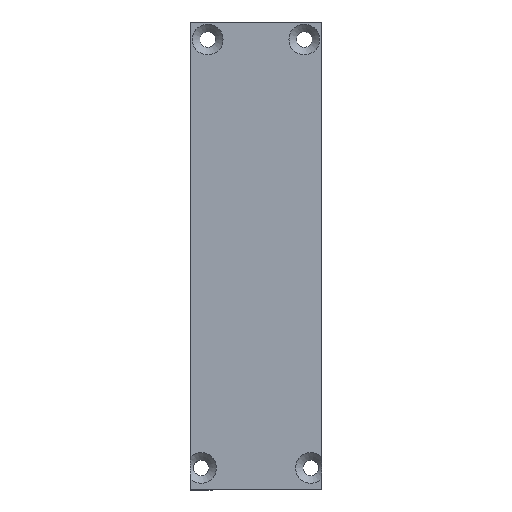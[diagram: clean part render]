
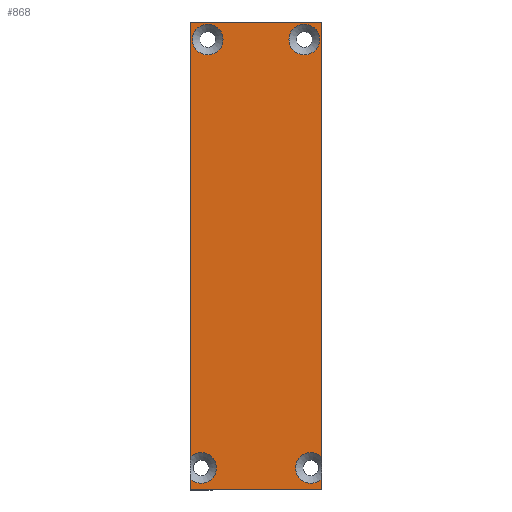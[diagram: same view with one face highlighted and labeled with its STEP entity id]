
A CAD part, top view. The second image highlights one B-rep face of the part: STEP entity #868.
In plain terms, the highlighted planar face has unit normal (0, 0, 1).
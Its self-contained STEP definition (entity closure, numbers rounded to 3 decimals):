
#15=FACE_BOUND('',#164,.T.);
#16=FACE_BOUND('',#165,.T.);
#39=PLANE('',#995);
#113=FACE_OUTER_BOUND('',#163,.T.);
#163=EDGE_LOOP('',(#758,#759,#760,#761,#762,#763,#764,#765,#766));
#164=EDGE_LOOP('',(#767));
#165=EDGE_LOOP('',(#768));
#185=LINE('',#1339,#254);
#193=LINE('',#1358,#262);
#194=LINE('',#1361,#263);
#198=LINE('',#1368,#267);
#238=LINE('',#1526,#307);
#239=LINE('',#1527,#308);
#254=VECTOR('',#1057,10.);
#262=VECTOR('',#1069,10.);
#263=VECTOR('',#1072,10.);
#267=VECTOR('',#1076,10.);
#307=VECTOR('',#1260,10.);
#308=VECTOR('',#1261,10.);
#315=CIRCLE('',#900,3.5);
#318=CIRCLE('',#905,3.5);
#321=CIRCLE('',#910,3.5);
#323=CIRCLE('',#912,3.5);
#325=CIRCLE('',#916,3.5);
#368=VERTEX_POINT('',#1284);
#371=VERTEX_POINT('',#1294);
#373=VERTEX_POINT('',#1299);
#376=VERTEX_POINT('',#1312);
#377=VERTEX_POINT('',#1313);
#378=VERTEX_POINT('',#1317);
#381=VERTEX_POINT('',#1328);
#384=VERTEX_POINT('',#1338);
#393=VERTEX_POINT('',#1356);
#394=VERTEX_POINT('',#1360);
#397=VERTEX_POINT('',#1366);
#444=EDGE_CURVE('',#368,#368,#315,.T.);
#450=EDGE_CURVE('',#373,#371,#318,.T.);
#457=EDGE_CURVE('',#378,#376,#321,.T.);
#460=EDGE_CURVE('',#377,#378,#323,.T.);
#463=EDGE_CURVE('',#381,#381,#325,.T.);
#468=EDGE_CURVE('',#384,#373,#185,.T.);
#478=EDGE_CURVE('',#371,#393,#193,.T.);
#479=EDGE_CURVE('',#394,#377,#194,.T.);
#483=EDGE_CURVE('',#376,#397,#198,.T.);
#562=EDGE_CURVE('',#393,#394,#238,.T.);
#563=EDGE_CURVE('',#397,#384,#239,.T.);
#758=ORIENTED_EDGE('',*,*,#450,.T.);
#759=ORIENTED_EDGE('',*,*,#478,.T.);
#760=ORIENTED_EDGE('',*,*,#562,.T.);
#761=ORIENTED_EDGE('',*,*,#479,.T.);
#762=ORIENTED_EDGE('',*,*,#460,.T.);
#763=ORIENTED_EDGE('',*,*,#457,.T.);
#764=ORIENTED_EDGE('',*,*,#483,.T.);
#765=ORIENTED_EDGE('',*,*,#563,.T.);
#766=ORIENTED_EDGE('',*,*,#468,.T.);
#767=ORIENTED_EDGE('',*,*,#444,.T.);
#768=ORIENTED_EDGE('',*,*,#463,.T.);
#868=ADVANCED_FACE('',(#113,#15,#16),#39,.T.);
#900=AXIS2_PLACEMENT_3D('',#1285,#1007,#1008);
#905=AXIS2_PLACEMENT_3D('',#1300,#1019,#1020);
#910=AXIS2_PLACEMENT_3D('',#1318,#1031,#1032);
#912=AXIS2_PLACEMENT_3D('',#1322,#1036,#1037);
#916=AXIS2_PLACEMENT_3D('',#1329,#1045,#1046);
#995=AXIS2_PLACEMENT_3D('',#1525,#1258,#1259);
#1007=DIRECTION('center_axis',(0.,0.,-1.));
#1008=DIRECTION('ref_axis',(1.,0.,0.));
#1019=DIRECTION('center_axis',(0.,0.,-1.));
#1020=DIRECTION('ref_axis',(1.,0.,0.));
#1031=DIRECTION('center_axis',(0.,0.,-1.));
#1032=DIRECTION('ref_axis',(1.,0.,0.));
#1036=DIRECTION('center_axis',(0.,0.,-1.));
#1037=DIRECTION('ref_axis',(1.,0.,0.));
#1045=DIRECTION('center_axis',(0.,0.,-1.));
#1046=DIRECTION('ref_axis',(1.,0.,0.));
#1057=DIRECTION('',(0.,-1.,0.));
#1069=DIRECTION('',(0.,-1.,0.));
#1072=DIRECTION('',(0.,1.,0.));
#1076=DIRECTION('',(0.,1.,0.));
#1258=DIRECTION('center_axis',(0.,0.,1.));
#1259=DIRECTION('ref_axis',(1.,0.,0.));
#1260=DIRECTION('',(1.,0.,0.));
#1261=DIRECTION('',(-1.,0.,0.));
#1284=CARTESIAN_POINT('',(-14.5,62.1,18.));
#1285=CARTESIAN_POINT('Origin',(-11.,62.1,18.));
#1294=CARTESIAN_POINT('',(-15.,-37.95,18.));
#1299=CARTESIAN_POINT('',(-15.,-33.051,18.));
#1300=CARTESIAN_POINT('Origin',(-12.5,-35.5,18.));
#1312=CARTESIAN_POINT('',(15.,-33.051,18.));
#1313=CARTESIAN_POINT('',(15.,-37.95,18.));
#1317=CARTESIAN_POINT('',(9.,-35.5,18.));
#1318=CARTESIAN_POINT('Origin',(12.5,-35.5,18.));
#1322=CARTESIAN_POINT('Origin',(12.5,-35.5,18.));
#1328=CARTESIAN_POINT('',(7.5,62.1,18.));
#1329=CARTESIAN_POINT('Origin',(11.,62.1,18.));
#1338=CARTESIAN_POINT('',(-15.,66.1,18.));
#1339=CARTESIAN_POINT('',(-15.,66.1,18.));
#1356=CARTESIAN_POINT('',(-15.,-40.5,18.));
#1358=CARTESIAN_POINT('',(-15.,66.1,18.));
#1360=CARTESIAN_POINT('',(15.,-40.5,18.));
#1361=CARTESIAN_POINT('',(15.,-40.5,18.));
#1366=CARTESIAN_POINT('',(15.,66.1,18.));
#1368=CARTESIAN_POINT('',(15.,-40.5,18.));
#1525=CARTESIAN_POINT('Origin',(0.,12.8,18.));
#1526=CARTESIAN_POINT('',(-15.,-40.5,18.));
#1527=CARTESIAN_POINT('',(15.,66.1,18.));
